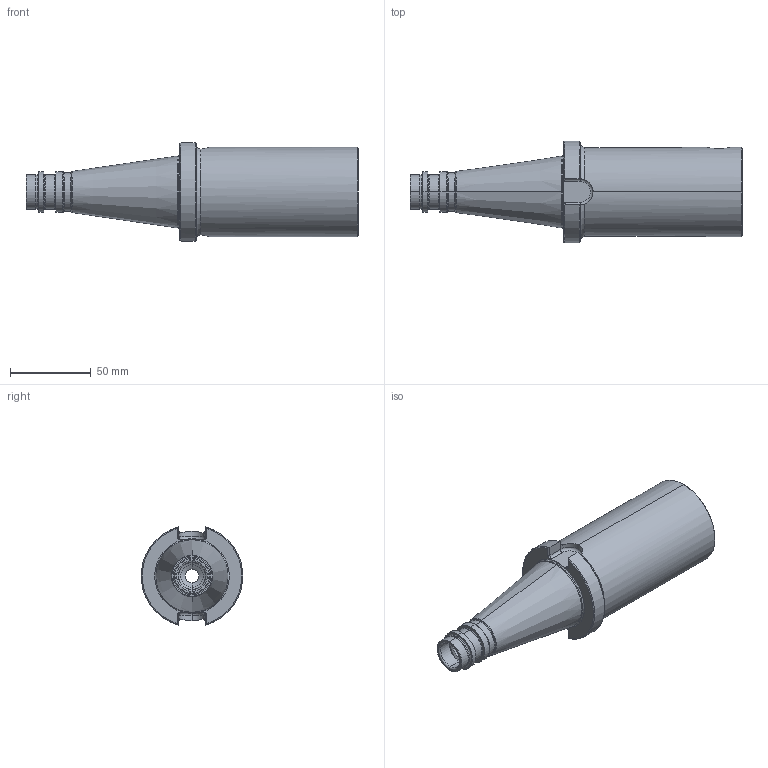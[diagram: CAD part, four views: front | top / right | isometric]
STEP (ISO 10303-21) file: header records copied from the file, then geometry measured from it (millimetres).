
FILE_DESCRIPTION (( 'STEP AP203' ), '1' );
FILE_NAME ('102.400.552.STEP', '2018-03-12T07:05:39', ( 'SWIAdmin' ), ( 'Hewlett-Packard Company' ), 'SwSTEP 2.0', 'SolidWorks 2017', '' );
FILE_SCHEMA (( 'CONFIG_CONTROL_DESIGN' ));
Length unit declared in the file: millimetre
Products named in the file (1): 102.400.552
Bounding box: 205 x 62.56 x 60.7 mm (x, y, z)
Volume: 299681.6 mm3; surface area: 42826.1 mm2
Topology: 1 solids, 1 shells, 137 faces, 317 edges, 186 vertices
Faces by surface type: cylinder 52, torus 37, plane 30, cone 18
Entity records: 4318 total; most frequent: CARTESIAN_POINT 1086, DIRECTION 726, ORIENTED_EDGE 634, EDGE_CURVE 317, AXIS2_PLACEMENT_3D 307, VERTEX_POINT 186, CIRCLE 169, EDGE_LOOP 145
